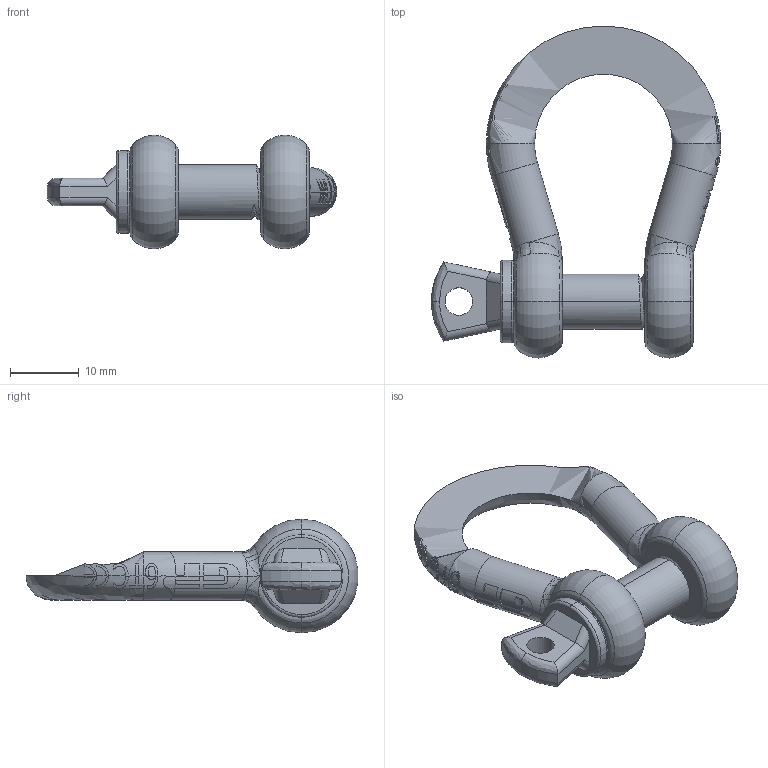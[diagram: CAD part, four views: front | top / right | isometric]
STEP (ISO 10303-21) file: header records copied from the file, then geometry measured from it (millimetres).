
FILE_DESCRIPTION (( 'STEP AP203' ), '1' );
FILE_NAME ('GPGHBB06.step', '2009-08-07T09:49:09', ( '.' ), ( '.' ), 'SwSTEP 2.0', 'SolidWorks 2009', '' );
FILE_SCHEMA (( 'CONFIG_CONTROL_DESIGN' ));
Length unit declared in the file: millimetre
Products named in the file (3): GPGHBB06; 0,5_2; 0,5_1
Assembly tree (2 placements, depth 2):
  GPGHBB06
    0,5_2
    0,5_1
Bounding box: 42 x 48.19 x 16.5 mm (x, y, z)
Volume: 6596.1 mm3; surface area: 4459.2 mm2
Topology: 2 solids, 2 shells, 357 faces, 997 edges, 629 vertices
Faces by surface type: bspline 168, plane 99, cylinder 78, torus 8, cone 4
Entity records: 20488 total; most frequent: CARTESIAN_POINT 12691, ORIENTED_EDGE 1958, DIRECTION 1022, EDGE_CURVE 979, VERTEX_POINT 629, B_SPLINE_CURVE_WITH_KNOTS 404, EDGE_LOOP 366, AXIS2_PLACEMENT_3D 360
